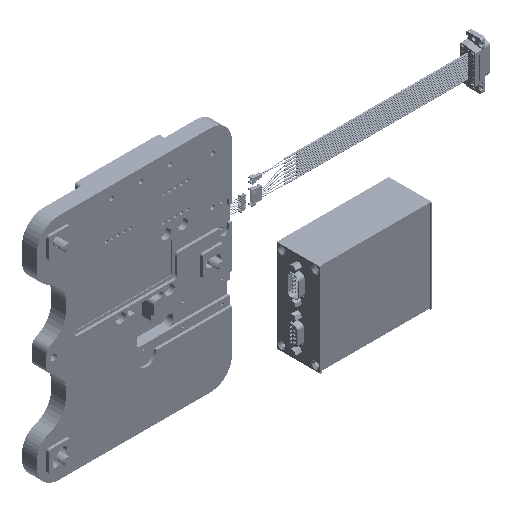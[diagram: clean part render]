
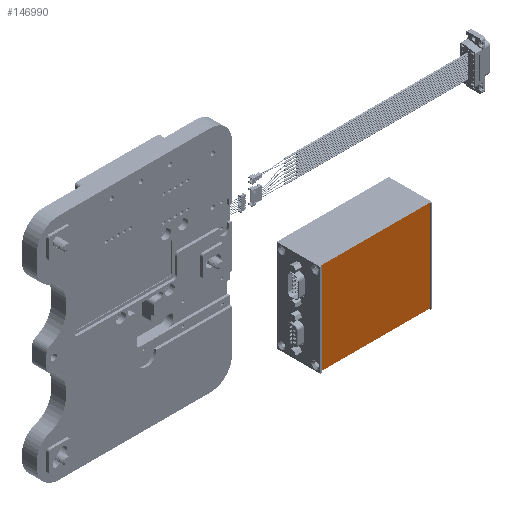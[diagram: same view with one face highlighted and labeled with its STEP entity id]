
A CAD part, isometric view. The second image highlights one B-rep face of the part: STEP entity #146990.
In plain terms, the highlighted planar face has unit normal (0, -1, 0).
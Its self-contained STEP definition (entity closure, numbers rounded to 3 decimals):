
#134977 = CARTESIAN_POINT ( 'NONE',  ( 90.5, 0., 0. ) ) ;
#134980 = CARTESIAN_POINT ( 'NONE',  ( 1.5, 0., 0. ) ) ;
#134982 = CARTESIAN_POINT ( 'NONE',  ( 90.5, 0., -75. ) ) ;
#134986 = CARTESIAN_POINT ( 'NONE',  ( 1.5, 0., -75. ) ) ;
#137431 = VERTEX_POINT ( 'NONE', #134977 ) ;
#137435 = VERTEX_POINT ( 'NONE', #134980 ) ;
#137436 = VERTEX_POINT ( 'NONE', #134982 ) ;
#137440 = VERTEX_POINT ( 'NONE', #134986 ) ;
#140100 = FACE_OUTER_BOUND ( 'NONE', #175365, .T. ) ;
#143040 = AXIS2_PLACEMENT_3D ( 'NONE', #156376, #156378, #156380 ) ;
#146990 = ADVANCED_FACE ( 'NONE', ( #140100 ), #156375, .T. ) ;
#156375 = PLANE ( 'NONE',  #143040 ) ;
#156376 = CARTESIAN_POINT ( 'NONE',  ( 0., 0., -75. ) ) ;
#156378 = DIRECTION ( 'NONE',  ( 0., -1., 0. ) ) ;
#156380 = DIRECTION ( 'NONE',  ( 0., 0., -1. ) ) ;
#175365 = EDGE_LOOP ( 'NONE', ( #188293, #188295, #188289, #188297 ) ) ;
#178070 = EDGE_CURVE ( 'NONE', #137435, #137431, #190709, .T. ) ;
#178073 = EDGE_CURVE ( 'NONE', #137436, #137440, #190710, .T. ) ;
#178091 = EDGE_CURVE ( 'NONE', #137431, #137436, #190716, .T. ) ;
#178095 = EDGE_CURVE ( 'NONE', #137440, #137435, #190717, .T. ) ;
#188289 = ORIENTED_EDGE ( 'NONE', *, *, #178070, .F. ) ;
#188293 = ORIENTED_EDGE ( 'NONE', *, *, #178073, .F. ) ;
#188295 = ORIENTED_EDGE ( 'NONE', *, *, #178091, .F. ) ;
#188297 = ORIENTED_EDGE ( 'NONE', *, *, #178095, .F. ) ;
#190709 = LINE ( 'NONE', #210306, #213381 ) ;
#190710 = LINE ( 'NONE', #210311, #213382 ) ;
#190716 = LINE ( 'NONE', #210338, #213388 ) ;
#190717 = LINE ( 'NONE', #210343, #213389 ) ;
#210306 = CARTESIAN_POINT ( 'NONE',  ( 0., 0., 0. ) ) ;
#210308 = DIRECTION ( 'NONE',  ( 1., 0., 0. ) ) ;
#210311 = CARTESIAN_POINT ( 'NONE',  ( 0., 0., -75. ) ) ;
#210312 = DIRECTION ( 'NONE',  ( -1., 0., 0. ) ) ;
#210338 = CARTESIAN_POINT ( 'NONE',  ( 90.5, 0., 0. ) ) ;
#210340 = DIRECTION ( 'NONE',  ( 0., 0., -1. ) ) ;
#210343 = CARTESIAN_POINT ( 'NONE',  ( 1.5, 0., -75. ) ) ;
#210344 = DIRECTION ( 'NONE',  ( 0., 0., 1. ) ) ;
#213381 = VECTOR ( 'NONE', #210308, 1000. ) ;
#213382 = VECTOR ( 'NONE', #210312, 1000. ) ;
#213388 = VECTOR ( 'NONE', #210340, 1000. ) ;
#213389 = VECTOR ( 'NONE', #210344, 1000. ) ;
